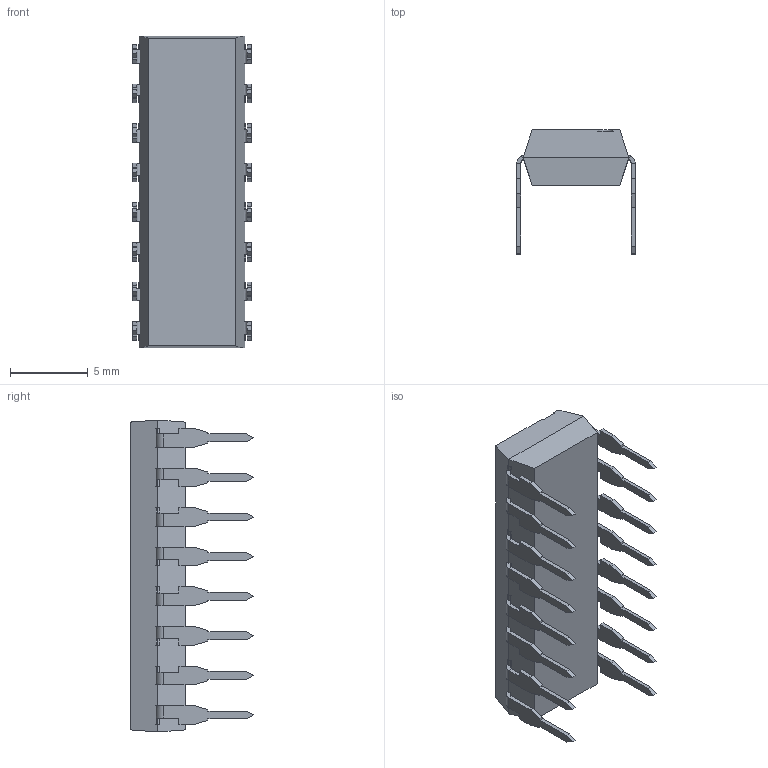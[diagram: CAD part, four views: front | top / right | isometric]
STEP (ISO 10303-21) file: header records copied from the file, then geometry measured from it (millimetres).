
FILE_DESCRIPTION (( 'STEP AP214' ), '1' );
FILE_NAME ('DIP16-TH.STEP', '2015-12-06T18:40:37', ( '' ), ( '' ), 'SwSTEP 2.0', 'SolidWorks 2015', '' );
FILE_SCHEMA (( 'AUTOMOTIVE_DESIGN' ));
Length unit declared in the file: millimetre
Products named in the file (2): DIP16-TH
Bounding box: 7.62 x 7.95 x 20 mm (x, y, z)
Volume: 515.6 mm3; surface area: 1355 mm2
Topology: 4 solids, 4 shells, 386 faces, 1006 edges, 628 vertices
Faces by surface type: plane 353, cylinder 33
Entity records: 11734 total; most frequent: CARTESIAN_POINT 2028, ORIENTED_EDGE 2012, DIRECTION 1878, EDGE_CURVE 1006, LINE 906, VECTOR 906, VERTEX_POINT 628, AXIS2_PLACEMENT_3D 486
